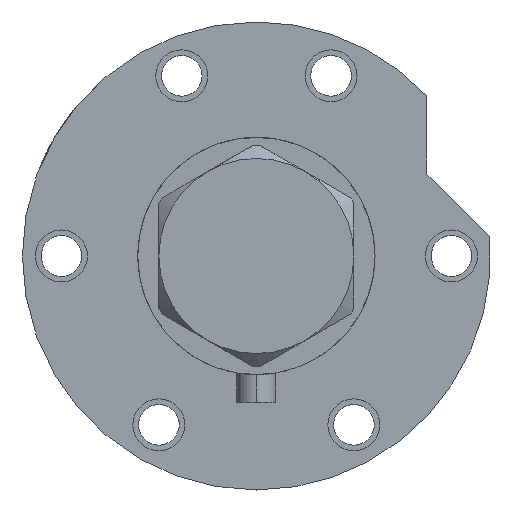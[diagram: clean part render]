
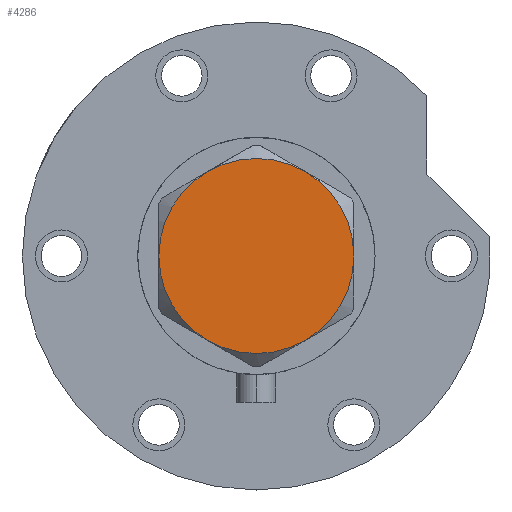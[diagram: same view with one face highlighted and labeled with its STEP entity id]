
A CAD part, left-side view. The second image highlights one B-rep face of the part: STEP entity #4286.
In plain terms, the highlighted face is planar.
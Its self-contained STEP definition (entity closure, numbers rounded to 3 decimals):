
#171 = EDGE_CURVE ( 'NONE', #5762, #5786, #3482, .T. ) ;
#239 = CIRCLE ( 'NONE', #1629, 30. ) ;
#320 = VERTEX_POINT ( 'NONE', #784 ) ;
#468 = AXIS2_PLACEMENT_3D ( 'NONE', #4575, #3204, #4610 ) ;
#503 = DIRECTION ( 'NONE',  ( 1., 0., 0. ) ) ;
#704 = CARTESIAN_POINT ( 'NONE',  ( 30., 0., 14.5 ) ) ;
#784 = CARTESIAN_POINT ( 'NONE',  ( 15., -25.981, 14.5 ) ) ;
#1017 = VERTEX_POINT ( 'NONE', #3116 ) ;
#1450 = ORIENTED_EDGE ( 'NONE', *, *, #5216, .T. ) ;
#1546 = CIRCLE ( 'NONE', #4890, 30. ) ;
#1568 = VERTEX_POINT ( 'NONE', #3653 ) ;
#1623 = AXIS2_PLACEMENT_3D ( 'NONE', #5310, #2092, #5920 ) ;
#1629 = AXIS2_PLACEMENT_3D ( 'NONE', #5431, #2041, #4410 ) ;
#1683 = EDGE_LOOP ( 'NONE', ( #5043, #4933, #3114, #2761, #1450, #2693 ) ) ;
#1842 = CARTESIAN_POINT ( 'NONE',  ( 0., 0., 14.5 ) ) ;
#1966 = CARTESIAN_POINT ( 'NONE',  ( 0., 0., 14.5 ) ) ;
#2041 = DIRECTION ( 'NONE',  ( 0., 0., 1. ) ) ;
#2092 = DIRECTION ( 'NONE',  ( 0., 0., 1. ) ) ;
#2273 = DIRECTION ( 'NONE',  ( 0., 0., 1. ) ) ;
#2279 = FACE_OUTER_BOUND ( 'NONE', #1683, .T. ) ;
#2280 = DIRECTION ( 'NONE',  ( 1., 0., 0. ) ) ;
#2643 = AXIS2_PLACEMENT_3D ( 'NONE', #1966, #5704, #503 ) ;
#2693 = ORIENTED_EDGE ( 'NONE', *, *, #5260, .T. ) ;
#2761 = ORIENTED_EDGE ( 'NONE', *, *, #4023, .T. ) ;
#2986 = VERTEX_POINT ( 'NONE', #3647 ) ;
#3014 = EDGE_CURVE ( 'NONE', #5786, #2986, #3609, .T. ) ;
#3114 = ORIENTED_EDGE ( 'NONE', *, *, #3014, .T. ) ;
#3116 = CARTESIAN_POINT ( 'NONE',  ( -30., 0., 14.5 ) ) ;
#3204 = DIRECTION ( 'NONE',  ( 0., 0., 1. ) ) ;
#3311 = DIRECTION ( 'NONE',  ( 1., 0., 0. ) ) ;
#3482 = CIRCLE ( 'NONE', #1623, 30. ) ;
#3609 = CIRCLE ( 'NONE', #6090, 30. ) ;
#3618 = CIRCLE ( 'NONE', #2643, 30. ) ;
#3647 = CARTESIAN_POINT ( 'NONE',  ( -15., 25.981, 14.5 ) ) ;
#3653 = CARTESIAN_POINT ( 'NONE',  ( -15., -25.981, 14.5 ) ) ;
#3654 = PLANE ( 'NONE',  #468 ) ;
#4023 = EDGE_CURVE ( 'NONE', #2986, #1017, #3618, .T. ) ;
#4286 = ADVANCED_FACE ( 'NONE', ( #2279 ), #3654, .T. ) ;
#4410 = DIRECTION ( 'NONE',  ( 1., 0., 0. ) ) ;
#4415 = AXIS2_PLACEMENT_3D ( 'NONE', #6017, #4612, #2280 ) ;
#4575 = CARTESIAN_POINT ( 'NONE',  ( 0., 0., 14.5 ) ) ;
#4610 = DIRECTION ( 'NONE',  ( 1., 0., 0. ) ) ;
#4612 = DIRECTION ( 'NONE',  ( 0., 0., 1. ) ) ;
#4655 = CARTESIAN_POINT ( 'NONE',  ( 0., 0., 14.5 ) ) ;
#4890 = AXIS2_PLACEMENT_3D ( 'NONE', #1842, #5130, #5607 ) ;
#4902 = CIRCLE ( 'NONE', #4415, 30. ) ;
#4933 = ORIENTED_EDGE ( 'NONE', *, *, #171, .T. ) ;
#5043 = ORIENTED_EDGE ( 'NONE', *, *, #5813, .T. ) ;
#5130 = DIRECTION ( 'NONE',  ( 0., 0., 1. ) ) ;
#5216 = EDGE_CURVE ( 'NONE', #1017, #1568, #4902, .T. ) ;
#5260 = EDGE_CURVE ( 'NONE', #1568, #320, #1546, .T. ) ;
#5310 = CARTESIAN_POINT ( 'NONE',  ( 0., 0., 14.5 ) ) ;
#5431 = CARTESIAN_POINT ( 'NONE',  ( 0., 0., 14.5 ) ) ;
#5607 = DIRECTION ( 'NONE',  ( 1., 0., 0. ) ) ;
#5704 = DIRECTION ( 'NONE',  ( 0., 0., 1. ) ) ;
#5762 = VERTEX_POINT ( 'NONE', #704 ) ;
#5786 = VERTEX_POINT ( 'NONE', #5811 ) ;
#5811 = CARTESIAN_POINT ( 'NONE',  ( 15., 25.981, 14.5 ) ) ;
#5813 = EDGE_CURVE ( 'NONE', #320, #5762, #239, .T. ) ;
#5920 = DIRECTION ( 'NONE',  ( 1., 0., 0. ) ) ;
#6017 = CARTESIAN_POINT ( 'NONE',  ( 0., 0., 14.5 ) ) ;
#6090 = AXIS2_PLACEMENT_3D ( 'NONE', #4655, #2273, #3311 ) ;
